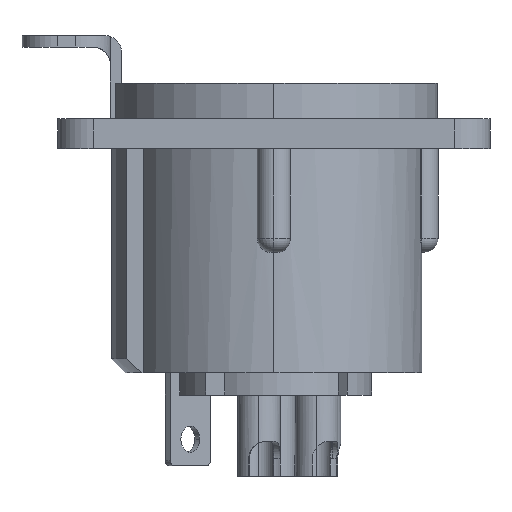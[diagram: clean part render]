
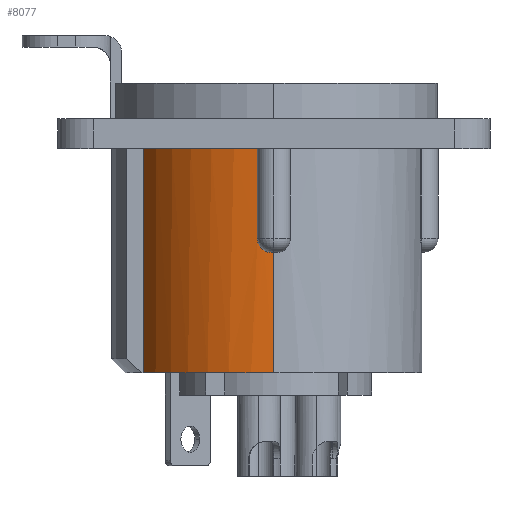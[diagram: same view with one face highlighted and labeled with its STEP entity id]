
A CAD part, left-side view. The second image highlights one B-rep face of the part: STEP entity #8077.
In plain terms, the highlighted cylindrical face has radius 10.604 mm (diameter 21.209 mm), a partial arc.
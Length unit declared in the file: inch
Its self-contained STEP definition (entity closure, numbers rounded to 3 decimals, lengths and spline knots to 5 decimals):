
#224 = DIRECTION ( 'NONE',  ( 0., 0., 1. ) ) ;
#251 = CARTESIAN_POINT ( 'NONE',  ( -0.4154, 0.04188, -0.27419 ) ) ;
#561 = EDGE_CURVE ( 'NONE', #3615, #6689, #4670, .T. ) ;
#615 = DIRECTION ( 'NONE',  ( 0., 0., -1. ) ) ;
#856 = DIRECTION ( 'NONE',  ( 0., 0., -1. ) ) ;
#1036 = CARTESIAN_POINT ( 'NONE',  ( -0.41485, 0.04693, -0.25928 ) ) ;
#1038 = VERTEX_POINT ( 'NONE', #2395 ) ;
#1344 = EDGE_CURVE ( 'NONE', #4794, #3615, #5528, .T. ) ;
#1729 = EDGE_CURVE ( 'NONE', #4794, #9398, #4658, .T. ) ;
#1824 = VERTEX_POINT ( 'NONE', #7942 ) ;
#1833 = CIRCLE ( 'NONE', #5096, 0.4175 ) ;
#1928 = CARTESIAN_POINT ( 'NONE',  ( -0.41485, 0.04693, 0. ) ) ;
#1947 = EDGE_LOOP ( 'NONE', ( #3265, #4916, #8040, #2906, #9889, #5790, #4241 ) ) ;
#2028 = AXIS2_PLACEMENT_3D ( 'NONE', #7252, #224, #8031 ) ;
#2138 = VECTOR ( 'NONE', #4725, 39.37008 ) ;
#2259 = CARTESIAN_POINT ( 'NONE',  ( -0.4175, 0., -0.294 ) ) ;
#2379 = LINE ( 'NONE', #8625, #2138 ) ;
#2395 = CARTESIAN_POINT ( 'NONE',  ( -0.4175, 0., -0.634 ) ) ;
#2646 = DIRECTION ( 'NONE',  ( 0., 0., -1. ) ) ;
#2760 = CIRCLE ( 'NONE', #9636, 0.4175 ) ;
#2906 = ORIENTED_EDGE ( 'NONE', *, *, #8658, .T. ) ;
#2912 = CARTESIAN_POINT ( 'NONE',  ( 0., 0., -0.294 ) ) ;
#3169 = EDGE_CURVE ( 'NONE', #1824, #6132, #2760, .T. ) ;
#3265 = ORIENTED_EDGE ( 'NONE', *, *, #8974, .F. ) ;
#3615 = VERTEX_POINT ( 'NONE', #3738 ) ;
#3712 = DIRECTION ( 'NONE',  ( -1., 0., 0. ) ) ;
#3738 = CARTESIAN_POINT ( 'NONE',  ( -0.195, 0.36916, 0. ) ) ;
#4167 = B_SPLINE_CURVE_WITH_KNOTS ( 'NONE', 3,
 ( #8027, #7249, #9585, #4913, #251, #5709, #1036, #6499 ),
 .UNSPECIFIED., .F., .F.,
 ( 4, 2, 2, 4 ),
 ( 0., 0.0008, 0.0012, 0.0016 ),
 .UNSPECIFIED. ) ;
#4241 = ORIENTED_EDGE ( 'NONE', *, *, #561, .T. ) ;
#4648 = CYLINDRICAL_SURFACE ( 'NONE', #2028, 0.4175 ) ;
#4658 = LINE ( 'NONE', #8454, #8578 ) ;
#4670 = LINE ( 'NONE', #5286, #7007 ) ;
#4725 = DIRECTION ( 'NONE',  ( 0., 0., 1. ) ) ;
#4794 = VERTEX_POINT ( 'NONE', #1928 ) ;
#4913 = CARTESIAN_POINT ( 'NONE',  ( -0.4157, 0.03895, -0.27858 ) ) ;
#4916 = ORIENTED_EDGE ( 'NONE', *, *, #6519, .T. ) ;
#5096 = AXIS2_PLACEMENT_3D ( 'NONE', #5524, #856, #6321 ) ;
#5286 = CARTESIAN_POINT ( 'NONE',  ( -0.195, 0.36916, 0.40067 ) ) ;
#5467 = AXIS2_PLACEMENT_3D ( 'NONE', #7335, #2646, #8115 ) ;
#5524 = CARTESIAN_POINT ( 'NONE',  ( 0., 0., -0.634 ) ) ;
#5528 = CIRCLE ( 'NONE', #5467, 0.4175 ) ;
#5709 = CARTESIAN_POINT ( 'NONE',  ( -0.41497, 0.0459, -0.26444 ) ) ;
#5790 = ORIENTED_EDGE ( 'NONE', *, *, #1344, .T. ) ;
#6132 = VERTEX_POINT ( 'NONE', #2259 ) ;
#6321 = DIRECTION ( 'NONE',  ( -1., 0., 0. ) ) ;
#6499 = CARTESIAN_POINT ( 'NONE',  ( -0.41485, 0.04693, -0.254 ) ) ;
#6519 = EDGE_CURVE ( 'NONE', #1038, #6132, #2379, .T. ) ;
#6689 = VERTEX_POINT ( 'NONE', #9630 ) ;
#6887 = CARTESIAN_POINT ( 'NONE',  ( -0.41485, 0.04693, -0.254 ) ) ;
#7007 = VECTOR ( 'NONE', #615, 39.37008 ) ;
#7249 = CARTESIAN_POINT ( 'NONE',  ( -0.41726, 0.01756, -0.294 ) ) ;
#7252 = CARTESIAN_POINT ( 'NONE',  ( 0., 0., -0.634 ) ) ;
#7335 = CARTESIAN_POINT ( 'NONE',  ( 0., 0., 0. ) ) ;
#7646 = DIRECTION ( 'NONE',  ( 0., 0., -1. ) ) ;
#7942 = CARTESIAN_POINT ( 'NONE',  ( -0.41744, 0.007, -0.294 ) ) ;
#8027 = CARTESIAN_POINT ( 'NONE',  ( -0.41744, 0.007, -0.294 ) ) ;
#8031 = DIRECTION ( 'NONE',  ( 1., 0., 0. ) ) ;
#8040 = ORIENTED_EDGE ( 'NONE', *, *, #3169, .F. ) ;
#8077 = ADVANCED_FACE ( 'NONE', ( #9044 ), #4648, .T. ) ;
#8115 = DIRECTION ( 'NONE',  ( -1., 0., 0. ) ) ;
#8379 = DIRECTION ( 'NONE',  ( 0., 0., 1. ) ) ;
#8454 = CARTESIAN_POINT ( 'NONE',  ( -0.41485, 0.04693, -0.317 ) ) ;
#8578 = VECTOR ( 'NONE', #7646, 39.37008 ) ;
#8625 = CARTESIAN_POINT ( 'NONE',  ( -0.4175, 0., -0.634 ) ) ;
#8658 = EDGE_CURVE ( 'NONE', #1824, #9398, #4167, .T. ) ;
#8974 = EDGE_CURVE ( 'NONE', #1038, #6689, #1833, .T. ) ;
#9044 = FACE_OUTER_BOUND ( 'NONE', #1947, .T. ) ;
#9398 = VERTEX_POINT ( 'NONE', #6887 ) ;
#9585 = CARTESIAN_POINT ( 'NONE',  ( -0.41663, 0.02787, -0.28968 ) ) ;
#9630 = CARTESIAN_POINT ( 'NONE',  ( -0.195, 0.36916, -0.634 ) ) ;
#9636 = AXIS2_PLACEMENT_3D ( 'NONE', #2912, #8379, #3712 ) ;
#9889 = ORIENTED_EDGE ( 'NONE', *, *, #1729, .F. ) ;
